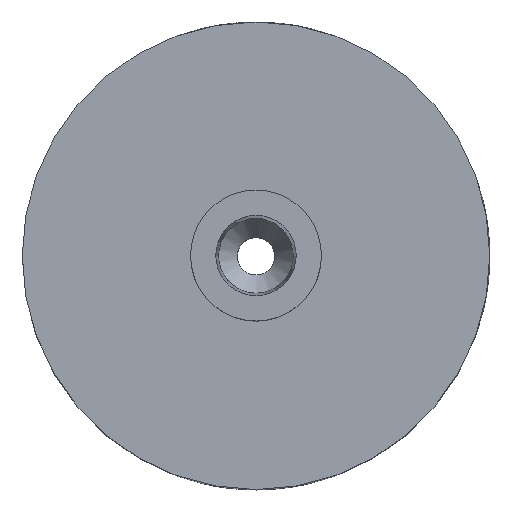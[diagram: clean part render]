
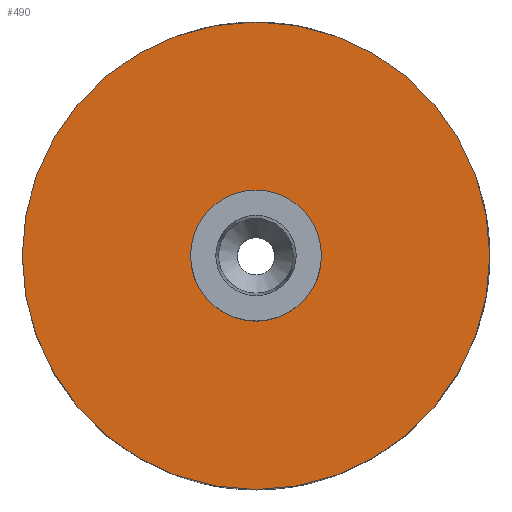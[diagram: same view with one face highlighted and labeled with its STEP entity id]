
A CAD part, top view. The second image highlights one B-rep face of the part: STEP entity #490.
In plain terms, the highlighted planar face has unit normal (0, 0, 1).
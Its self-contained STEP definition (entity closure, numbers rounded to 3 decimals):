
#34=FACE_BOUND('',#129,.T.);
#47=PLANE('',#571);
#80=FACE_OUTER_BOUND('',#128,.T.);
#128=EDGE_LOOP('',(#440));
#129=EDGE_LOOP('',(#441));
#140=CIRCLE('',#524,12.5);
#160=CIRCLE('',#562,3.5);
#227=VERTEX_POINT('',#912);
#249=VERTEX_POINT('',#1076);
#275=EDGE_CURVE('',#227,#227,#140,.T.);
#309=EDGE_CURVE('',#249,#249,#160,.T.);
#440=ORIENTED_EDGE('',*,*,#275,.T.);
#441=ORIENTED_EDGE('',*,*,#309,.T.);
#490=ADVANCED_FACE('',(#80,#34),#47,.T.);
#524=AXIS2_PLACEMENT_3D('',#913,#617,#618);
#562=AXIS2_PLACEMENT_3D('',#1078,#705,#706);
#571=AXIS2_PLACEMENT_3D('',#1093,#726,#727);
#617=DIRECTION('center_axis',(0.,0.,1.));
#618=DIRECTION('ref_axis',(1.,0.,0.));
#705=DIRECTION('center_axis',(0.,0.,-1.));
#706=DIRECTION('ref_axis',(1.,0.,0.));
#726=DIRECTION('center_axis',(0.,0.,1.));
#727=DIRECTION('ref_axis',(1.,0.,0.));
#912=CARTESIAN_POINT('',(-12.5,0.,7.));
#913=CARTESIAN_POINT('Origin',(0.,0.,7.));
#1076=CARTESIAN_POINT('',(-3.5,0.,7.));
#1078=CARTESIAN_POINT('Origin',(0.,0.,7.));
#1093=CARTESIAN_POINT('Origin',(0.,0.,7.));
